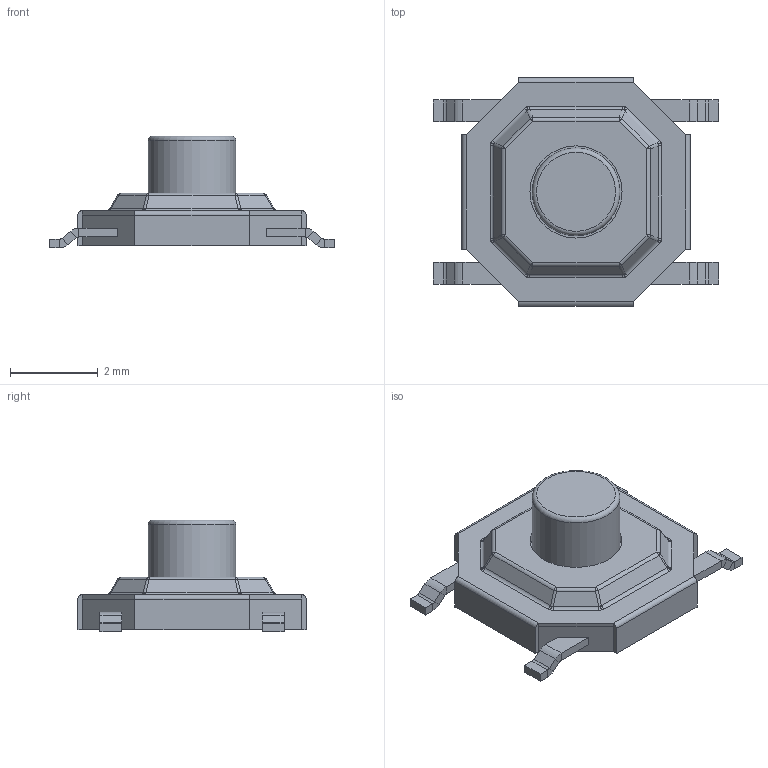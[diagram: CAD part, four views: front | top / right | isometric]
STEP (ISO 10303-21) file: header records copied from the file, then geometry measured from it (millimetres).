
FILE_DESCRIPTION(/* description */ ('STEP AP214'),/* implementation_level */ '2;1');
FILE_NAME(/* name */ 'TS-1187A-C-E-B.step',/* time_stamp */ '2024-11-11T09:37:10+08:00',/* author */ (''),/* organization */ (''),/* preprocessor_version */ 'ST-DEVELOPER v20',/* originating_system */ 'Autodesk Translation Framework v13.20.0.188',/* authorisation */ '');
FILE_SCHEMA (('AUTOMOTIVE_DESIGN { 1 0 10303 214 3 1 1 }'));
Length unit declared in the file: millimetre
Products named in the file (1): SW-SMD_4P-L5.1-W5.1-P3.70-LS6.5-TL_H2.5
Bounding box: 6.5 x 5.2 x 2.55 mm (x, y, z)
Volume: 27.7 mm3; surface area: 146 mm2
Topology: 3 solids, 3 shells, 409 faces, 1013 edges, 635 vertices
Faces by surface type: plane 240, bspline 114, cylinder 46, sphere 8, torus 1
Full cylindrical faces by diameter (mm): 2 x1, 2.1 x1
Entity records: 13046 total; most frequent: CARTESIAN_POINT 3276, ORIENTED_EDGE 2026, DIRECTION 1711, EDGE_CURVE 1013, LINE 691, VECTOR 691, VERTEX_POINT 635, AXIS2_PLACEMENT_3D 510
